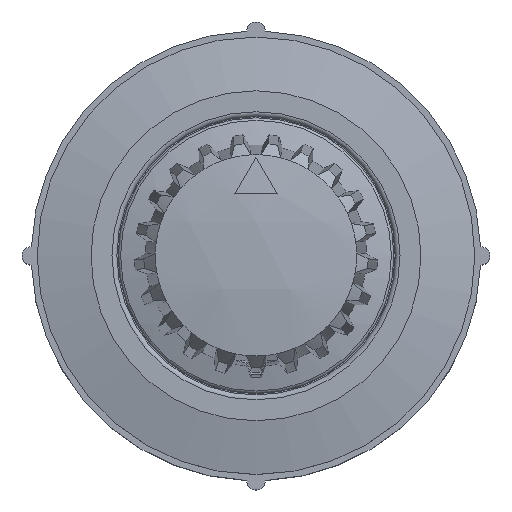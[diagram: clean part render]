
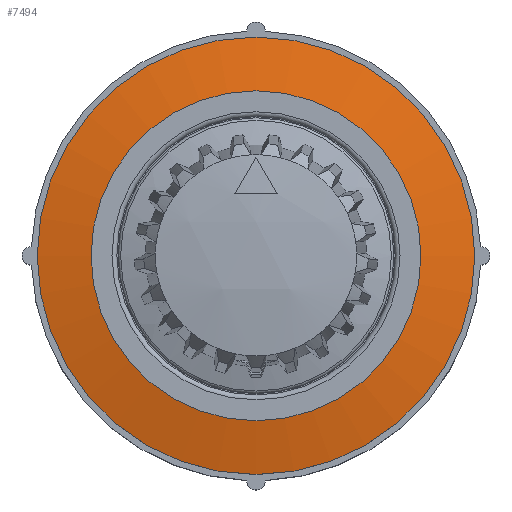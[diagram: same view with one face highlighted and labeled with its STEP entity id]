
A CAD part, top view. The second image highlights one B-rep face of the part: STEP entity #7494.
In plain terms, the highlighted conical face has half-angle 78.5 degrees and reference radius 15.788 mm.
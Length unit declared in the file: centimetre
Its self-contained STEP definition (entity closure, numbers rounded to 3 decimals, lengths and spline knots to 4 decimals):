
#139=FACE_BOUND('',#1146,.T.);
#520=CONICAL_SURFACE('',#8108,1.5788,78.5);
#682=FACE_OUTER_BOUND('',#1145,.T.);
#1145=EDGE_LOOP('',(#5589));
#1146=EDGE_LOOP('',(#5590));
#2664=CIRCLE('',#8107,1.8);
#2665=CIRCLE('',#8109,1.3576);
#3209=VERTEX_POINT('',#12440);
#3210=VERTEX_POINT('',#12443);
#4091=EDGE_CURVE('',#3209,#3209,#2664,.T.);
#4092=EDGE_CURVE('',#3210,#3210,#2665,.T.);
#5589=ORIENTED_EDGE('',*,*,#4091,.F.);
#5590=ORIENTED_EDGE('',*,*,#4092,.T.);
#7494=ADVANCED_FACE('',(#682,#139),#520,.T.);
#8107=AXIS2_PLACEMENT_3D('',#12441,#9401,#9402);
#8108=AXIS2_PLACEMENT_3D('',#12442,#9403,#9404);
#8109=AXIS2_PLACEMENT_3D('',#12444,#9405,#9406);
#9401=DIRECTION('center_axis',(0.,0.,
-1.));
#9402=DIRECTION('ref_axis',(0.,-1.,0.));
#9403=DIRECTION('center_axis',(0.,0.,
-1.));
#9404=DIRECTION('ref_axis',(0.,-1.,0.));
#9405=DIRECTION('center_axis',(0.,0.,
-1.));
#9406=DIRECTION('ref_axis',(0.,-1.,0.));
#12440=CARTESIAN_POINT('',(1.3082,-3.1081,1.525));
#12441=CARTESIAN_POINT('Origin',(1.3082,-1.3081,1.525));
#12442=CARTESIAN_POINT('Origin',(1.3082,-1.3081,1.57));
#12443=CARTESIAN_POINT('',(1.3082,-2.6658,1.615));
#12444=CARTESIAN_POINT('Origin',(1.3082,-1.3081,1.615));
